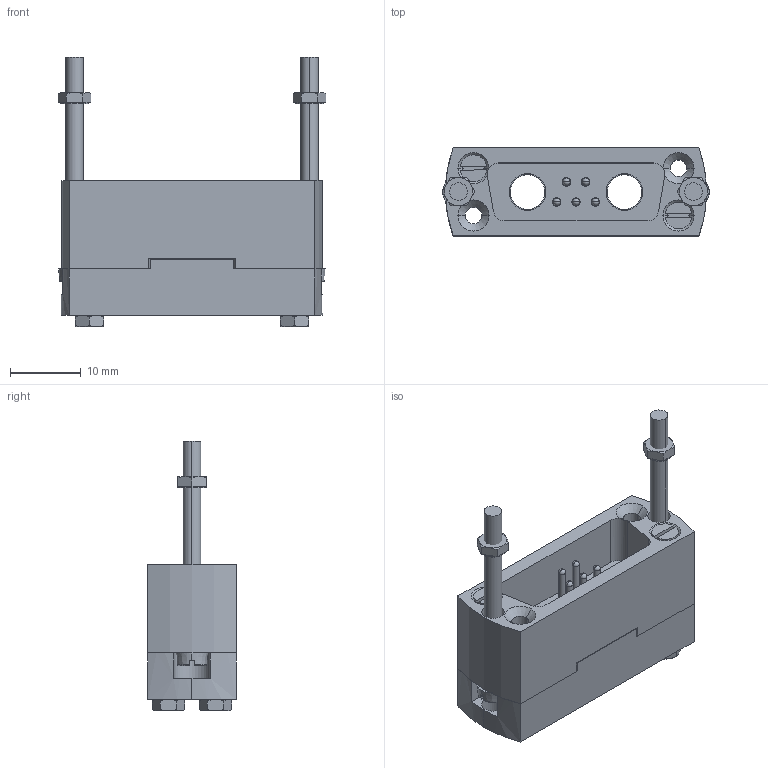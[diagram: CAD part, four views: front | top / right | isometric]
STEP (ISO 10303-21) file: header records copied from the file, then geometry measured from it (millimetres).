
FILE_DESCRIPTION (( 'STEP AP214' ), '1' );
FILE_NAME ('211-MX15-2X5-PK-01.STEP', '2021-01-15T08:28:14', ( '' ), ( '' ), 'SwSTEP 2.0', 'SolidWorks 2017', '' );
FILE_SCHEMA (( 'AUTOMOTIVE_DESIGN' ));
Length unit declared in the file: millimetre
Products named in the file (8): 9212-PINM-HV; Hexagon Nut ISO 4032 - M2 - D - N_Hexagon Nut ISO 4032 - M2 - D - N; ISO 2009 - M2 x 20 --- 20C_ISO 2009 - M2 x 20 --- 20C; Sechskantmutter ISO 4032_Hexagon Nut ISO 4032 - M2 - W - N; 211-MX15-2X5-PK-01; 9211-X15-2X5-PK-BP_3 pol; Zylinderschraube ISO 1207 - M2.5 x 30_ISO 1207 - M2.5 x 30 --- 30C; 9211-MX15-2X5-PK-FP_3 pol
Assembly tree (15 placements, depth 2):
  211-MX15-2X5-PK-01
    9211-MX15-2X5-PK-FP_3 pol
    9211-X15-2X5-PK-BP_3 pol
    ISO 2009 - M2 x 20 --- 20C_ISO 2009 - M2 x 20 --- 20C  x2
    Hexagon Nut ISO 4032 - M2 - D - N_Hexagon Nut ISO 4032 - M2 - D - N  x2
    Zylinderschraube ISO 1207 - M2.5 x 30_ISO 1207 - M2.5 x 30 --- 30C  x2
    9212-PINM-HV  x5
    Sechskantmutter ISO 4032_Hexagon Nut ISO 4032 - M2 - W - N  x2
Bounding box: 37.92 x 12.5 x 38.2 mm (x, y, z)
Volume: 6360.7 mm3; surface area: 6964.1 mm2
Topology: 15 solids, 15 shells, 447 faces, 1040 edges, 636 vertices
Faces by surface type: cylinder 192, plane 129, cone 108, sphere 10, torus 8
Entity records: 8086 total; most frequent: CARTESIAN_POINT 1571, DIRECTION 1378, ORIENTED_EDGE 1200, EDGE_CURVE 600, AXIS2_PLACEMENT_3D 567, VERTEX_POINT 380, EDGE_LOOP 324, CIRCLE 299
